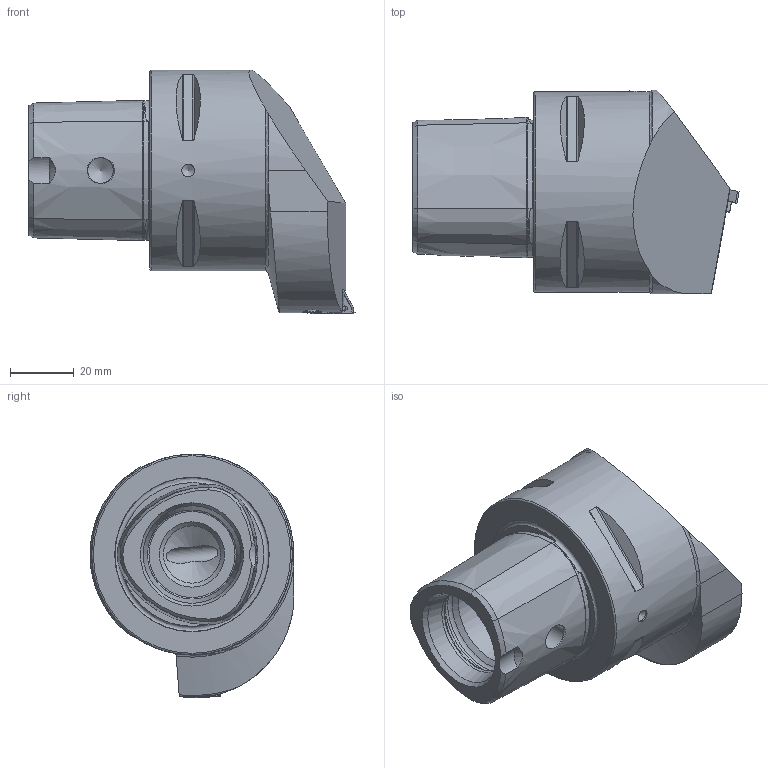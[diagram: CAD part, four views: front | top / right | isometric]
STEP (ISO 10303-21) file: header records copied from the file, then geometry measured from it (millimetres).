
FILE_DESCRIPTION (( 'STEP AP214' ), '1' );
FILE_NAME ('PS6.KGB.RGR.065-HP.STEP', '2020-11-20T15:44:54', ( '' ), ( '' ), 'SwSTEP 2.0', 'SolidWorks 2017', '' );
FILE_SCHEMA (( 'AUTOMOTIVE_DESIGN' ));
Length unit declared in the file: millimetre
Products named in the file (12): DIN 3771 - 13x1; LT16ER; DIN 7991 - M5x15; CHP-ER1.015.006_A; WGB-ER3.001.007_A; PS6.KGB.RGR.065-HP; CHP-ER1.015.006; ISO 8752 2x8; PS6-KGB.RGR.065-HP_A_Fertigbearbeitung; WGB-ER2.001.012_A; CHP-ER1.008.014_A; WGB-ER2.102.003_A
Assembly tree (11 placements, depth 3):
  PS6.KGB.RGR.065-HP
    PS6-KGB.RGR.065-HP_A_Fertigbearbeitung
    WGB-ER2.102.003_A
    WGB-ER3.001.007_A
    LT16ER
    WGB-ER2.001.012_A
    ISO 8752 2x8
    CHP-ER1.008.014_A
    CHP-ER1.015.006
      CHP-ER1.015.006_A
      DIN 3771 - 13x1
      DIN 7991 - M5x15
Bounding box: 102.41 x 64 x 76.5 mm (x, y, z)
Volume: 180499.4 mm3; surface area: 32299 mm2
Topology: 10 solids, 10 shells, 310 faces, 741 edges, 459 vertices
Faces by surface type: plane 127, cylinder 83, cone 74, torus 26
Full cylindrical faces by diameter (mm): 2 x1, 2.5 x1, 2.578 x2, 2.775 x1, 3 x2, 3.175 x1, 4 x2, 4.025 x1, 4.2 x2, 5 x3, 5.2 x1, 5.5 x3, 7 x1, 8 x1, 8.1 x2, 10 x1, 13.4 x1, 15 x4, 18 x1, 28 x2, 32 x1, 63 x1
Entity records: 9792 total; most frequent: CARTESIAN_POINT 2676, DIRECTION 1375, ORIENTED_EDGE 1238, EDGE_CURVE 619, AXIS2_PLACEMENT_3D 552, VERTEX_POINT 428, EDGE_LOOP 423, FACE_OUTER_BOUND 356
